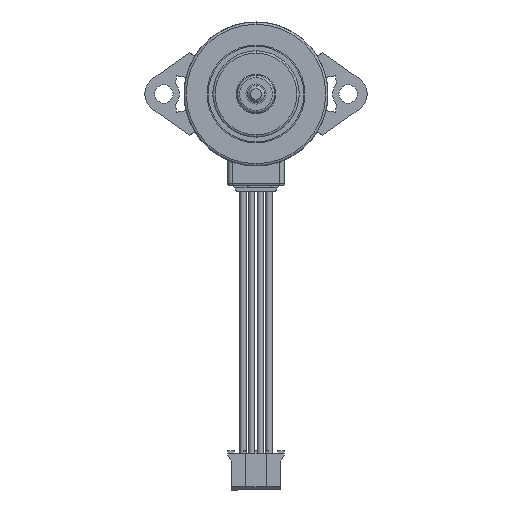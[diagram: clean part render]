
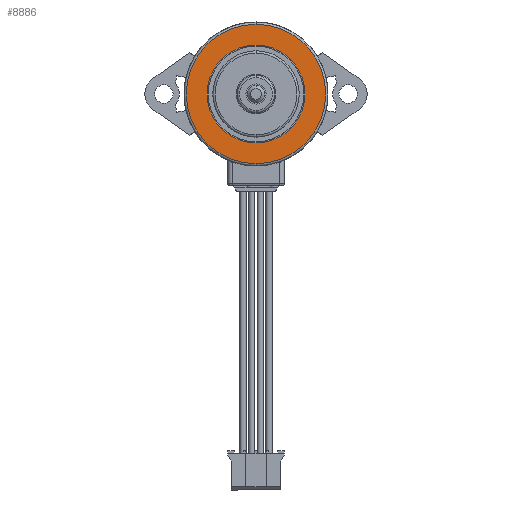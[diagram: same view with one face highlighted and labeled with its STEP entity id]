
A CAD part, front view. The second image highlights one B-rep face of the part: STEP entity #8886.
In plain terms, the highlighted planar face has unit normal (0, -1, 0).
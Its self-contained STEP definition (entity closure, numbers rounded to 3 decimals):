
#223 = CARTESIAN_POINT ( 'NONE',  ( 0., -17.1, 0. ) ) ;
#284 = PLANE ( 'NONE',  #20805 ) ;
#522 = CIRCLE ( 'NONE', #13707, 12.1 ) ;
#2121 = DIRECTION ( 'NONE',  ( 0., 0., 1. ) ) ;
#2169 = CARTESIAN_POINT ( 'NONE',  ( 0., -17.1, -8.5 ) ) ;
#2241 = CARTESIAN_POINT ( 'NONE',  ( 0., -17.1, 0. ) ) ;
#2542 = DIRECTION ( 'NONE',  ( 0., -1., 0. ) ) ;
#3240 = FACE_BOUND ( 'NONE', #20046, .T. ) ;
#3455 = CIRCLE ( 'NONE', #11617, 12.1 ) ;
#3721 = CARTESIAN_POINT ( 'NONE',  ( 0., -17.1, 12.1 ) ) ;
#4104 = DIRECTION ( 'NONE',  ( 0., 0., -1. ) ) ;
#4335 = ORIENTED_EDGE ( 'NONE', *, *, #6726, .T. ) ;
#5273 = CIRCLE ( 'NONE', #17524, 8.5 ) ;
#5423 = CARTESIAN_POINT ( 'NONE',  ( 0., -17.1, 8.5 ) ) ;
#5485 = EDGE_CURVE ( 'NONE', #16874, #20843, #8860, .T. ) ;
#5763 = AXIS2_PLACEMENT_3D ( 'NONE', #2241, #15358, #4104 ) ;
#6726 = EDGE_CURVE ( 'NONE', #11532, #8726, #3455, .T. ) ;
#7828 = CARTESIAN_POINT ( 'NONE',  ( 0., -17.1, 0. ) ) ;
#8317 = ORIENTED_EDGE ( 'NONE', *, *, #9383, .F. ) ;
#8726 = VERTEX_POINT ( 'NONE', #11129 ) ;
#8860 = CIRCLE ( 'NONE', #5763, 8.5 ) ;
#8886 = ADVANCED_FACE ( 'NONE', ( #3240, #13225 ), #284, .F. ) ;
#9191 = CARTESIAN_POINT ( 'NONE',  ( 0., -17.1, 0. ) ) ;
#9383 = EDGE_CURVE ( 'NONE', #20843, #16874, #5273, .T. ) ;
#9705 = DIRECTION ( 'NONE',  ( 0., 0., 1. ) ) ;
#11094 = DIRECTION ( 'NONE',  ( 0., 0., -1. ) ) ;
#11129 = CARTESIAN_POINT ( 'NONE',  ( 0., -17.1, -12.1 ) ) ;
#11532 = VERTEX_POINT ( 'NONE', #3721 ) ;
#11617 = AXIS2_PLACEMENT_3D ( 'NONE', #13753, #2542, #15656 ) ;
#13225 = FACE_OUTER_BOUND ( 'NONE', #20134, .T. ) ;
#13352 = DIRECTION ( 'NONE',  ( 0., -1., 0. ) ) ;
#13707 = AXIS2_PLACEMENT_3D ( 'NONE', #223, #13352, #2121 ) ;
#13753 = CARTESIAN_POINT ( 'NONE',  ( 0., -17.1, 0. ) ) ;
#14394 = EDGE_CURVE ( 'NONE', #8726, #11532, #522, .T. ) ;
#15358 = DIRECTION ( 'NONE',  ( 0., -1., 0. ) ) ;
#15656 = DIRECTION ( 'NONE',  ( 0., 0., 1. ) ) ;
#16874 = VERTEX_POINT ( 'NONE', #2169 ) ;
#17524 = AXIS2_PLACEMENT_3D ( 'NONE', #9191, #22331, #11094 ) ;
#18786 = ORIENTED_EDGE ( 'NONE', *, *, #5485, .F. ) ;
#20046 = EDGE_LOOP ( 'NONE', ( #18786, #8317 ) ) ;
#20134 = EDGE_LOOP ( 'NONE', ( #4335, #20466 ) ) ;
#20466 = ORIENTED_EDGE ( 'NONE', *, *, #14394, .T. ) ;
#20805 = AXIS2_PLACEMENT_3D ( 'NONE', #7828, #20975, #9705 ) ;
#20843 = VERTEX_POINT ( 'NONE', #5423 ) ;
#20975 = DIRECTION ( 'NONE',  ( 0., 1., 0. ) ) ;
#22331 = DIRECTION ( 'NONE',  ( 0., -1., 0. ) ) ;
